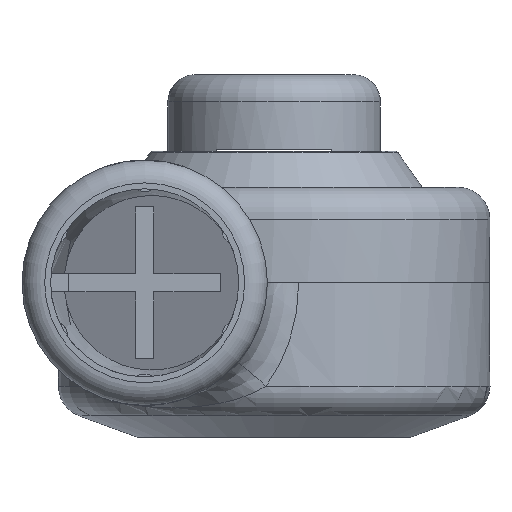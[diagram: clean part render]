
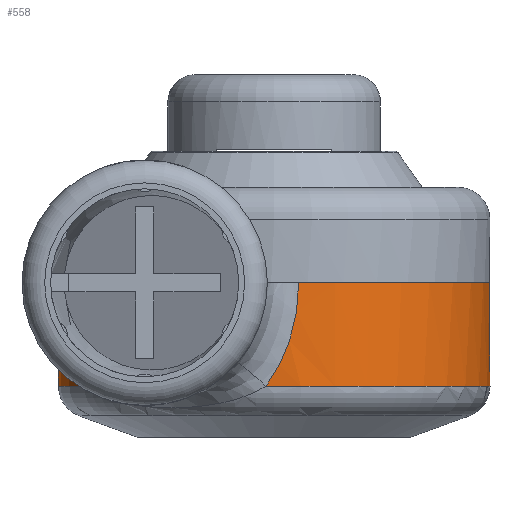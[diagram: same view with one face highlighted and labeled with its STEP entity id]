
A CAD part, front view. The second image highlights one B-rep face of the part: STEP entity #558.
In plain terms, the highlighted cylindrical face has radius 23.75 mm (diameter 47.5 mm), a partial arc.
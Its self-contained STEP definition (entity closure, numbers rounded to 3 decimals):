
#558 = ADVANCED_FACE( '', ( #1168 ), #1169, .T. );
#1168 = FACE_OUTER_BOUND( '', #2972, .T. );
#1169 = CYLINDRICAL_SURFACE( '', #2973, 23.75 );
#2972 = EDGE_LOOP( '', ( #4416, #4417, #4418, #4419 ) );
#2973 = AXIS2_PLACEMENT_3D( '', #4420, #4421, #4422 );
#4416 = ORIENTED_EDGE( '', *, *, #5037, .F. );
#4417 = ORIENTED_EDGE( '', *, *, #5033, .T. );
#4418 = ORIENTED_EDGE( '', *, *, #4813, .T. );
#4419 = ORIENTED_EDGE( '', *, *, #4973, .T. );
#4420 = CARTESIAN_POINT( '', ( -227.225, 762.159, 3.45 ) );
#4421 = DIRECTION( '', ( 0., 0., -1. ) );
#4422 = DIRECTION( '', ( 1., 0., 0. ) );
#4813 = EDGE_CURVE( '', #5608, #5609, #5610, .T. );
#4973 = EDGE_CURVE( '', #5609, #5824, #5825, .T. );
#5033 = EDGE_CURVE( '', #5893, #5608, #5894, .T. );
#5037 = EDGE_CURVE( '', #5893, #5824, #5898, .T. );
#5608 = VERTEX_POINT( '', #7026 );
#5609 = VERTEX_POINT( '', #7027 );
#5610 = CIRCLE( '', #7028, 23.75 );
#5824 = VERTEX_POINT( '', #8121 );
#5825 = B_SPLINE_CURVE_WITH_KNOTS( '', 3, ( #8122, #8123, #8124, #8125, #8126, #8127, #8128, #8129, #8130, #8131, #8132, #8133, #8134, #8135, #8136, #8137, #8138, #8139, #8140, #8141, #8142, #8143, #8144, #8145, #8146, #8147, #8148, #8149, #8150, #8151, #8152, #8153, #8154, #8155, #8156, #8157, #8158, #8159, #8160, #8161, #8162, #8163, #8164, #8165, #8166, #8167, #8168, #8169, #8170, #8171, #8172, #8173, #8174, #8175, #8176, #8177 ), .UNSPECIFIED., .F., .F., ( 4, 1, 1, 1, 1, 2, 2, 2, 2, 1, 1, 1, 1, 2, 2, 2, 2, 2, 2, 2, 2, 2, 2, 2, 1, 1, 1, 1, 2, 2, 2, 1, 2, 1, 4 ), ( 0., 0.001, 0.002, 0.003, 0.004, 0.005, 0.006, 0.007, 0.008, 0.008, 0.009, 0.009, 0.01, 0.01, 0.011, 0.011, 0.011, 0.011, 0.012, 0.012, 0.013, 0.013, 0.013, 0.013, 0.014, 0.014, 0.014, 0.014, 0.015, 0.015, 0.015, 0.015, 0.015, 0.016, 0.016 ), .UNSPECIFIED. );
#5893 = VERTEX_POINT( '', #8384 );
#5894 = B_SPLINE_CURVE_WITH_KNOTS( '', 3, ( #8385, #8386, #8387, #8388, #8389, #8390, #8391, #8392, #8393, #8394, #8395, #8396, #8397, #8398, #8399, #8400, #8401, #8402, #8403, #8404, #8405, #8406, #8407, #8408, #8409 ), .UNSPECIFIED., .F., .F., ( 4, 1, 1, 1, 1, 1, 1, 1, 2, 1, 1, 2, 2, 1, 1, 1, 1, 1, 1, 4 ), ( 0.041, 0.042, 0.043, 0.043, 0.044, 0.045, 0.046, 0.046, 0.047, 0.047, 0.048, 0.048, 0.048, 0.049, 0.049, 0.05, 0.051, 0.052, 0.052, 0.053 ), .UNSPECIFIED. );
#5898 = CIRCLE( '', #8413, 23.75 );
#7026 = CARTESIAN_POINT( '', ( -228.111, 738.425, 9.085 ) );
#7027 = CARTESIAN_POINT( '', ( -248.123, 750.874, 9.085 ) );
#7028 = AXIS2_PLACEMENT_3D( '', #8856, #8857, #8858 );
#8121 = CARTESIAN_POINT( '', ( -250.949, 761.036, 20.45 ) );
#8122 = CARTESIAN_POINT( '', ( -248.123, 750.874, 9.085 ) );
#8123 = CARTESIAN_POINT( '', ( -248.253, 751.114, 9.278 ) );
#8124 = CARTESIAN_POINT( '', ( -248.501, 751.595, 9.666 ) );
#8125 = CARTESIAN_POINT( '', ( -248.844, 752.315, 10.259 ) );
#8126 = CARTESIAN_POINT( '', ( -249.157, 753.034, 10.864 ) );
#8127 = CARTESIAN_POINT( '', ( -249.442, 753.753, 11.48 ) );
#8128 = CARTESIAN_POINT( '', ( -249.615, 754.232, 11.898 ) );
#8129 = CARTESIAN_POINT( '', ( -249.778, 754.71, 12.32 ) );
#8130 = CARTESIAN_POINT( '', ( -249.856, 754.948, 12.533 ) );
#8131 = CARTESIAN_POINT( '', ( -250.002, 755.425, 12.962 ) );
#8132 = CARTESIAN_POINT( '', ( -250.071, 755.663, 13.179 ) );
#8133 = CARTESIAN_POINT( '', ( -250.2, 756.137, 13.617 ) );
#8134 = CARTESIAN_POINT( '', ( -250.261, 756.373, 13.838 ) );
#8135 = CARTESIAN_POINT( '', ( -250.346, 756.727, 14.174 ) );
#8136 = CARTESIAN_POINT( '', ( -250.401, 756.962, 14.399 ) );
#8137 = CARTESIAN_POINT( '', ( -250.476, 757.312, 14.741 ) );
#8138 = CARTESIAN_POINT( '', ( -250.546, 757.661, 15.087 ) );
#8139 = CARTESIAN_POINT( '', ( -250.61, 758.007, 15.439 ) );
#8140 = CARTESIAN_POINT( '', ( -250.649, 758.235, 15.677 ) );
#8141 = CARTESIAN_POINT( '', ( -250.686, 758.461, 15.918 ) );
#8142 = CARTESIAN_POINT( '', ( -250.703, 758.574, 16.039 ) );
#8143 = CARTESIAN_POINT( '', ( -250.724, 758.714, 16.193 ) );
#8144 = CARTESIAN_POINT( '', ( -250.728, 758.742, 16.223 ) );
#8145 = CARTESIAN_POINT( '', ( -250.736, 758.797, 16.285 ) );
#8146 = CARTESIAN_POINT( '', ( -250.74, 758.825, 16.316 ) );
#8147 = CARTESIAN_POINT( '', ( -250.752, 758.908, 16.409 ) );
#8148 = CARTESIAN_POINT( '', ( -250.759, 758.963, 16.472 ) );
#8149 = CARTESIAN_POINT( '', ( -250.781, 759.127, 16.659 ) );
#8150 = CARTESIAN_POINT( '', ( -250.795, 759.235, 16.786 ) );
#8151 = CARTESIAN_POINT( '', ( -250.82, 759.447, 17.042 ) );
#8152 = CARTESIAN_POINT( '', ( -250.832, 759.551, 17.171 ) );
#8153 = CARTESIAN_POINT( '', ( -250.853, 759.755, 17.434 ) );
#8154 = CARTESIAN_POINT( '', ( -250.863, 759.855, 17.567 ) );
#8155 = CARTESIAN_POINT( '', ( -250.877, 760., 17.771 ) );
#8156 = CARTESIAN_POINT( '', ( -250.881, 760.047, 17.839 ) );
#8157 = CARTESIAN_POINT( '', ( -250.887, 760.118, 17.943 ) );
#8158 = CARTESIAN_POINT( '', ( -250.889, 760.141, 17.978 ) );
#8159 = CARTESIAN_POINT( '', ( -250.893, 760.187, 18.047 ) );
#8160 = CARTESIAN_POINT( '', ( -250.895, 760.21, 18.082 ) );
#8161 = CARTESIAN_POINT( '', ( -250.901, 760.277, 18.188 ) );
#8162 = CARTESIAN_POINT( '', ( -250.907, 760.364, 18.33 ) );
#8163 = CARTESIAN_POINT( '', ( -250.916, 760.488, 18.547 ) );
#8164 = CARTESIAN_POINT( '', ( -250.924, 760.604, 18.768 ) );
#8165 = CARTESIAN_POINT( '', ( -250.931, 760.709, 18.994 ) );
#8166 = CARTESIAN_POINT( '', ( -250.935, 760.772, 19.148 ) );
#8167 = CARTESIAN_POINT( '', ( -250.937, 760.816, 19.266 ) );
#8168 = CARTESIAN_POINT( '', ( -250.938, 760.83, 19.305 ) );
#8169 = CARTESIAN_POINT( '', ( -250.939, 760.85, 19.365 ) );
#8170 = CARTESIAN_POINT( '', ( -250.939, 760.857, 19.385 ) );
#8171 = CARTESIAN_POINT( '', ( -250.94, 760.87, 19.425 ) );
#8172 = CARTESIAN_POINT( '', ( -250.943, 760.927, 19.605 ) );
#8173 = CARTESIAN_POINT( '', ( -250.945, 760.97, 19.787 ) );
#8174 = CARTESIAN_POINT( '', ( -250.947, 761.009, 20.033 ) );
#8175 = CARTESIAN_POINT( '', ( -250.948, 761.029, 20.198 ) );
#8176 = CARTESIAN_POINT( '', ( -250.949, 761.036, 20.366 ) );
#8177 = CARTESIAN_POINT( '', ( -250.949, 761.036, 20.45 ) );
#8384 = CARTESIAN_POINT( '', ( -224.525, 738.563, 20.45 ) );
#8385 = CARTESIAN_POINT( '', ( -224.525, 738.563, 20.45 ) );
#8386 = CARTESIAN_POINT( '', ( -224.525, 738.563, 20.196 ) );
#8387 = CARTESIAN_POINT( '', ( -224.534, 738.562, 19.688 ) );
#8388 = CARTESIAN_POINT( '', ( -224.576, 738.557, 18.932 ) );
#8389 = CARTESIAN_POINT( '', ( -224.645, 738.549, 18.18 ) );
#8390 = CARTESIAN_POINT( '', ( -224.742, 738.539, 17.433 ) );
#8391 = CARTESIAN_POINT( '', ( -224.866, 738.526, 16.691 ) );
#8392 = CARTESIAN_POINT( '', ( -225.018, 738.511, 15.953 ) );
#8393 = CARTESIAN_POINT( '', ( -225.198, 738.495, 15.219 ) );
#8394 = CARTESIAN_POINT( '', ( -225.337, 738.484, 14.734 ) );
#8395 = CARTESIAN_POINT( '', ( -225.448, 738.475, 14.371 ) );
#8396 = CARTESIAN_POINT( '', ( -225.506, 738.471, 14.19 ) );
#8397 = CARTESIAN_POINT( '', ( -225.577, 738.466, 13.979 ) );
#8398 = CARTESIAN_POINT( '', ( -225.608, 738.464, 13.889 ) );
#8399 = CARTESIAN_POINT( '', ( -225.629, 738.462, 13.828 ) );
#8400 = CARTESIAN_POINT( '', ( -225.639, 738.462, 13.798 ) );
#8401 = CARTESIAN_POINT( '', ( -225.734, 738.455, 13.528 ) );
#8402 = CARTESIAN_POINT( '', ( -225.912, 738.444, 13.053 ) );
#8403 = CARTESIAN_POINT( '', ( -226.206, 738.43, 12.354 ) );
#8404 = CARTESIAN_POINT( '', ( -226.528, 738.418, 11.669 ) );
#8405 = CARTESIAN_POINT( '', ( -226.879, 738.41, 11. ) );
#8406 = CARTESIAN_POINT( '', ( -227.258, 738.408, 10.345 ) );
#8407 = CARTESIAN_POINT( '', ( -227.666, 738.411, 9.706 ) );
#8408 = CARTESIAN_POINT( '', ( -227.959, 738.419, 9.29 ) );
#8409 = CARTESIAN_POINT( '', ( -228.111, 738.425, 9.085 ) );
#8413 = AXIS2_PLACEMENT_3D( '', #9086, #9087, #9088 );
#8856 = CARTESIAN_POINT( '', ( -227.225, 762.159, 9.085 ) );
#8857 = DIRECTION( '', ( 0., 0., 1. ) );
#8858 = DIRECTION( '', ( 1., 0., 0. ) );
#9086 = CARTESIAN_POINT( '', ( -227.225, 762.159, 20.45 ) );
#9087 = DIRECTION( '', ( 0., 0., 1. ) );
#9088 = DIRECTION( '', ( 1., 0., 0. ) );
